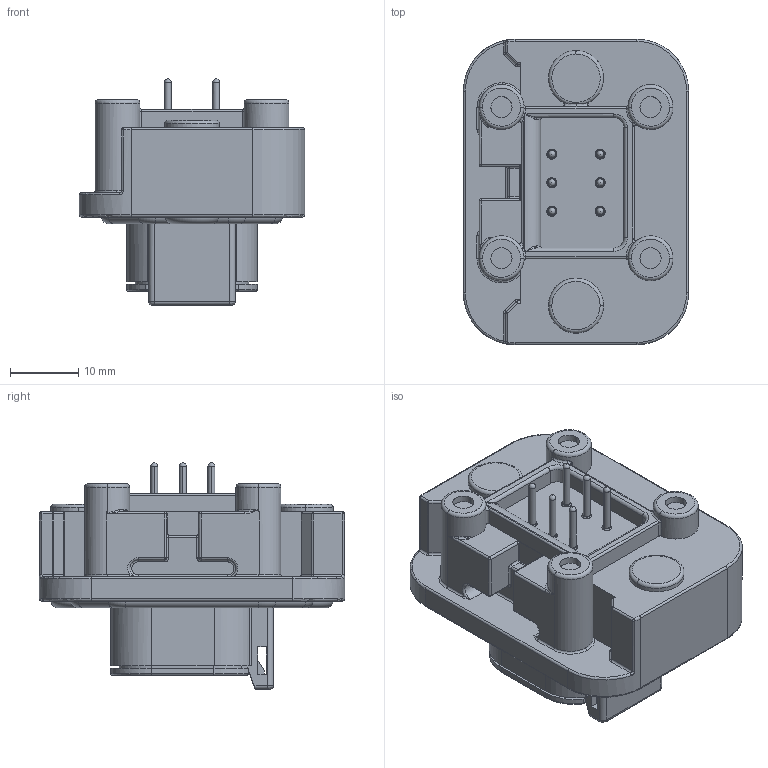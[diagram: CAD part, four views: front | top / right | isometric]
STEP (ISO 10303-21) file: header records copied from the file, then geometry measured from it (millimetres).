
FILE_DESCRIPTION (( 'STEP AP214' ), '1' );
FILE_NAME ('C-ATM15-6P-BM01_3D.stp', '2018-09-05T15:09:58', ( '' ), ( '' ), 'SwSTEP 2.0', 'SolidWorks 2018', '' );
FILE_SCHEMA (( 'AUTOMOTIVE_DESIGN' ));
Length unit declared in the file: millimetre
Products named in the file (1): C-ATM15-6P-BM01_3D
Bounding box: 33.1 x 44.86 x 33.25 mm (x, y, z)
Volume: 18096.9 mm3; surface area: 10027.5 mm2
Topology: 1 solids, 1 shells, 818 faces, 2122 edges, 1329 vertices
Faces by surface type: plane 239, cylinder 231, bspline 159, torus 94, cone 66, sphere 29
Entity records: 32881 total; most frequent: CARTESIAN_POINT 14826, ORIENTED_EDGE 4160, DIRECTION 3128, EDGE_CURVE 2080, VERTEX_POINT 1304, AXIS2_PLACEMENT_3D 1126, LINE 876, VECTOR 876
